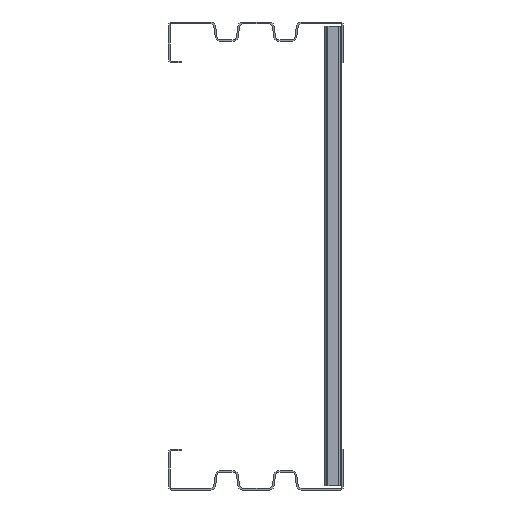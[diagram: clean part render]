
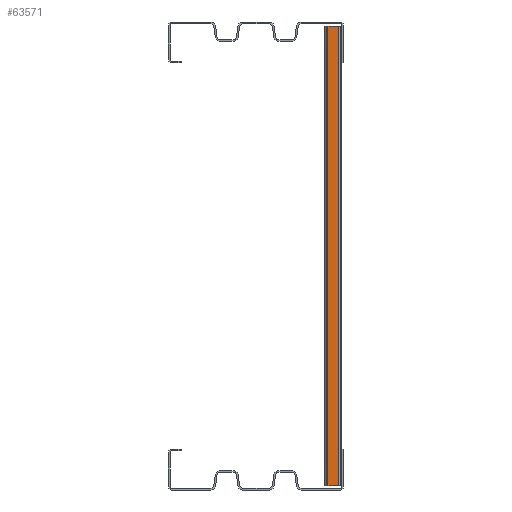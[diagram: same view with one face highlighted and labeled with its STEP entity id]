
A CAD part, left-side view. The second image highlights one B-rep face of the part: STEP entity #63571.
In plain terms, the highlighted planar face has unit normal (-1, 0, 0).
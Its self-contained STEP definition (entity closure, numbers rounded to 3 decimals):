
#63016=DIRECTION('',(0.,0.,1.));
#63017=VECTOR('',#63016,393.);
#63018=CARTESIAN_POINT('',(-15.,3.,-196.5));
#63019=LINE('',#63018,#63017);
#63020=DIRECTION('',(0.,0.,1.));
#63021=VECTOR('',#63020,393.);
#63022=CARTESIAN_POINT('',(-15.,12.,-196.5));
#63023=LINE('',#63022,#63021);
#63024=DIRECTION('',(0.,-1.,0.));
#63025=VECTOR('',#63024,9.);
#63026=CARTESIAN_POINT('',(-15.,12.,-196.5));
#63027=LINE('',#63026,#63025);
#63040=DIRECTION('',(0.,-1.,0.));
#63041=VECTOR('',#63040,9.);
#63042=CARTESIAN_POINT('',(-15.,12.,196.5));
#63043=LINE('',#63042,#63041);
#63154=CARTESIAN_POINT('',(-15.,12.,-196.5));
#63155=VERTEX_POINT('',#63154);
#63156=CARTESIAN_POINT('',(-15.,3.,-196.5));
#63157=VERTEX_POINT('',#63156);
#63174=CARTESIAN_POINT('',(-15.,12.,196.5));
#63175=VERTEX_POINT('',#63174);
#63176=CARTESIAN_POINT('',(-15.,3.,196.5));
#63177=VERTEX_POINT('',#63176);
#63557=CARTESIAN_POINT('',(-15.,12.,-196.5));
#63558=DIRECTION('',(-1.,0.,0.));
#63559=DIRECTION('',(0.,-1.,0.));
#63560=AXIS2_PLACEMENT_3D('',#63557,#63558,#63559);
#63561=PLANE('',#63560);
#63563=ORIENTED_EDGE('',*,*,#63562,.F.);
#63565=ORIENTED_EDGE('',*,*,#63564,.T.);
#63567=ORIENTED_EDGE('',*,*,#63566,.T.);
#63568=ORIENTED_EDGE('',*,*,#63549,.F.);
#63569=EDGE_LOOP('',(#63563,#63565,#63567,#63568));
#63570=FACE_OUTER_BOUND('',#63569,.F.);
#63571=ADVANCED_FACE('',(#63570),#63561,.T.);
#63549=EDGE_CURVE('',#63157,#63177,#63019,.T.);
#63562=EDGE_CURVE('',#63155,#63157,#63027,.T.);
#63564=EDGE_CURVE('',#63155,#63175,#63023,.T.);
#63566=EDGE_CURVE('',#63175,#63177,#63043,.T.);
